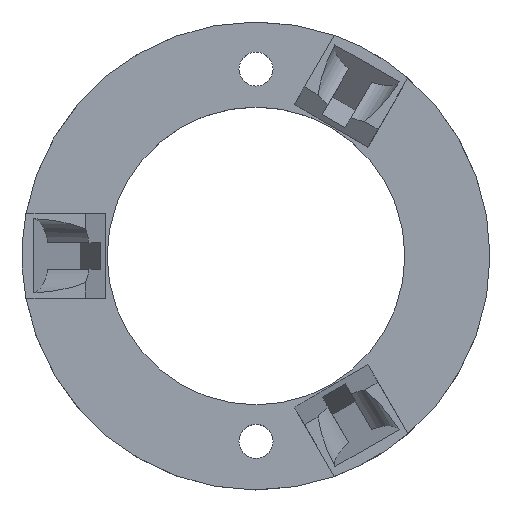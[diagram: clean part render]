
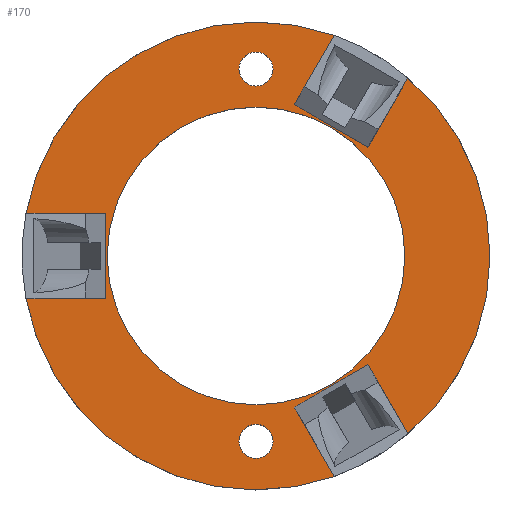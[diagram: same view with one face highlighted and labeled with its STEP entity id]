
A CAD part, top view. The second image highlights one B-rep face of the part: STEP entity #170.
In plain terms, the highlighted planar face has unit normal (0, 0, 1).
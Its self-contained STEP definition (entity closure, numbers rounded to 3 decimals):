
#21 = EDGE_CURVE('',#22,#24,#26,.T.);
#22 = VERTEX_POINT('',#23);
#23 = CARTESIAN_POINT('',(-21.633,-4.,4.8));
#24 = VERTEX_POINT('',#25);
#25 = CARTESIAN_POINT('',(-14.133,-4.,4.8));
#26 = LINE('',#27,#28);
#27 = CARTESIAN_POINT('',(-21.633,-4.,4.8));
#28 = VECTOR('',#29,1.);
#29 = DIRECTION('',(1.,0.,0.));
#135 = EDGE_CURVE('',#136,#138,#140,.T.);
#136 = VERTEX_POINT('',#137);
#137 = CARTESIAN_POINT('',(-21.633,4.,4.8));
#138 = VERTEX_POINT('',#139);
#139 = CARTESIAN_POINT('',(-14.133,4.,4.8));
#140 = LINE('',#141,#142);
#141 = CARTESIAN_POINT('',(-21.633,4.,4.8));
#142 = VECTOR('',#143,1.);
#143 = DIRECTION('',(1.,0.,0.));
#170 = ADVANCED_FACE('',(#171,#263,#274,#285),#296,.T.);
#171 = FACE_BOUND('',#172,.T.);
#172 = EDGE_LOOP('',(#173,#174,#183,#191,#199,#207,#216,#225,#233,#241,
    #249,#256,#257));
#173 = ORIENTED_EDGE('',*,*,#21,.F.);
#174 = ORIENTED_EDGE('',*,*,#175,.T.);
#175 = EDGE_CURVE('',#22,#176,#178,.T.);
#176 = VERTEX_POINT('',#177);
#177 = CARTESIAN_POINT('',(7.353,-20.735,4.8));
#178 = CIRCLE('',#179,22.);
#179 = AXIS2_PLACEMENT_3D('',#180,#181,#182);
#180 = CARTESIAN_POINT('',(0.,0.,4.8));
#181 = DIRECTION('',(0.,0.,1.));
#182 = DIRECTION('',(1.,0.,0.));
#183 = ORIENTED_EDGE('',*,*,#184,.T.);
#184 = EDGE_CURVE('',#176,#185,#187,.T.);
#185 = VERTEX_POINT('',#186);
#186 = CARTESIAN_POINT('',(3.603,-14.24,4.8));
#187 = LINE('',#188,#189);
#188 = CARTESIAN_POINT('',(7.353,-20.735,4.8));
#189 = VECTOR('',#190,1.);
#190 = DIRECTION('',(-0.5,0.866,0.));
#191 = ORIENTED_EDGE('',*,*,#192,.T.);
#192 = EDGE_CURVE('',#185,#193,#195,.T.);
#193 = VERTEX_POINT('',#194);
#194 = CARTESIAN_POINT('',(10.531,-10.24,4.8));
#195 = LINE('',#196,#197);
#196 = CARTESIAN_POINT('',(3.603,-14.24,4.8));
#197 = VECTOR('',#198,1.);
#198 = DIRECTION('',(0.866,0.5,0.));
#199 = ORIENTED_EDGE('',*,*,#200,.F.);
#200 = EDGE_CURVE('',#201,#193,#203,.T.);
#201 = VERTEX_POINT('',#202);
#202 = CARTESIAN_POINT('',(14.281,-16.735,4.8));
#203 = LINE('',#204,#205);
#204 = CARTESIAN_POINT('',(14.281,-16.735,4.8));
#205 = VECTOR('',#206,1.);
#206 = DIRECTION('',(-0.5,0.866,0.));
#207 = ORIENTED_EDGE('',*,*,#208,.T.);
#208 = EDGE_CURVE('',#201,#209,#211,.T.);
#209 = VERTEX_POINT('',#210);
#210 = CARTESIAN_POINT('',(22.,0.,4.8));
#211 = CIRCLE('',#212,22.);
#212 = AXIS2_PLACEMENT_3D('',#213,#214,#215);
#213 = CARTESIAN_POINT('',(0.,0.,4.8));
#214 = DIRECTION('',(0.,0.,1.));
#215 = DIRECTION('',(1.,0.,0.));
#216 = ORIENTED_EDGE('',*,*,#217,.T.);
#217 = EDGE_CURVE('',#209,#218,#220,.T.);
#218 = VERTEX_POINT('',#219);
#219 = CARTESIAN_POINT('',(14.281,16.735,4.8));
#220 = CIRCLE('',#221,22.);
#221 = AXIS2_PLACEMENT_3D('',#222,#223,#224);
#222 = CARTESIAN_POINT('',(0.,0.,4.8));
#223 = DIRECTION('',(0.,0.,1.));
#224 = DIRECTION('',(1.,0.,0.));
#225 = ORIENTED_EDGE('',*,*,#226,.T.);
#226 = EDGE_CURVE('',#218,#227,#229,.T.);
#227 = VERTEX_POINT('',#228);
#228 = CARTESIAN_POINT('',(10.531,10.24,4.8));
#229 = LINE('',#230,#231);
#230 = CARTESIAN_POINT('',(14.281,16.735,4.8));
#231 = VECTOR('',#232,1.);
#232 = DIRECTION('',(-0.5,-0.866,0.));
#233 = ORIENTED_EDGE('',*,*,#234,.T.);
#234 = EDGE_CURVE('',#227,#235,#237,.T.);
#235 = VERTEX_POINT('',#236);
#236 = CARTESIAN_POINT('',(3.603,14.24,4.8));
#237 = LINE('',#238,#239);
#238 = CARTESIAN_POINT('',(10.531,10.24,4.8));
#239 = VECTOR('',#240,1.);
#240 = DIRECTION('',(-0.866,0.5,0.));
#241 = ORIENTED_EDGE('',*,*,#242,.F.);
#242 = EDGE_CURVE('',#243,#235,#245,.T.);
#243 = VERTEX_POINT('',#244);
#244 = CARTESIAN_POINT('',(7.353,20.735,4.8));
#245 = LINE('',#246,#247);
#246 = CARTESIAN_POINT('',(7.353,20.735,4.8));
#247 = VECTOR('',#248,1.);
#248 = DIRECTION('',(-0.5,-0.866,0.));
#249 = ORIENTED_EDGE('',*,*,#250,.T.);
#250 = EDGE_CURVE('',#243,#136,#251,.T.);
#251 = CIRCLE('',#252,22.);
#252 = AXIS2_PLACEMENT_3D('',#253,#254,#255);
#253 = CARTESIAN_POINT('',(0.,0.,4.8));
#254 = DIRECTION('',(0.,0.,1.));
#255 = DIRECTION('',(1.,0.,0.));
#256 = ORIENTED_EDGE('',*,*,#135,.T.);
#257 = ORIENTED_EDGE('',*,*,#258,.T.);
#258 = EDGE_CURVE('',#138,#24,#259,.T.);
#259 = LINE('',#260,#261);
#260 = CARTESIAN_POINT('',(-14.133,4.,4.8));
#261 = VECTOR('',#262,1.);
#262 = DIRECTION('',(0.,-1.,0.));
#263 = FACE_BOUND('',#264,.T.);
#264 = EDGE_LOOP('',(#265));
#265 = ORIENTED_EDGE('',*,*,#266,.F.);
#266 = EDGE_CURVE('',#267,#267,#269,.T.);
#267 = VERTEX_POINT('',#268);
#268 = CARTESIAN_POINT('',(1.6,-17.429,4.8));
#269 = CIRCLE('',#270,1.6);
#270 = AXIS2_PLACEMENT_3D('',#271,#272,#273);
#271 = CARTESIAN_POINT('',(0.,-17.429,4.8));
#272 = DIRECTION('',(0.,0.,1.));
#273 = DIRECTION('',(1.,0.,0.));
#274 = FACE_BOUND('',#275,.T.);
#275 = EDGE_LOOP('',(#276));
#276 = ORIENTED_EDGE('',*,*,#277,.F.);
#277 = EDGE_CURVE('',#278,#278,#280,.T.);
#278 = VERTEX_POINT('',#279);
#279 = CARTESIAN_POINT('',(14.,0.,4.8));
#280 = CIRCLE('',#281,14.);
#281 = AXIS2_PLACEMENT_3D('',#282,#283,#284);
#282 = CARTESIAN_POINT('',(0.,0.,4.8));
#283 = DIRECTION('',(0.,0.,1.));
#284 = DIRECTION('',(1.,0.,0.));
#285 = FACE_BOUND('',#286,.T.);
#286 = EDGE_LOOP('',(#287));
#287 = ORIENTED_EDGE('',*,*,#288,.F.);
#288 = EDGE_CURVE('',#289,#289,#291,.T.);
#289 = VERTEX_POINT('',#290);
#290 = CARTESIAN_POINT('',(1.6,17.578,4.8));
#291 = CIRCLE('',#292,1.6);
#292 = AXIS2_PLACEMENT_3D('',#293,#294,#295);
#293 = CARTESIAN_POINT('',(0.,17.578,4.8));
#294 = DIRECTION('',(0.,0.,1.));
#295 = DIRECTION('',(1.,0.,0.));
#296 = PLANE('',#297);
#297 = AXIS2_PLACEMENT_3D('',#298,#299,#300);
#298 = CARTESIAN_POINT('',(0.,0.006,4.8));
#299 = DIRECTION('',(0.,0.,1.));
#300 = DIRECTION('',(1.,0.,0.));
